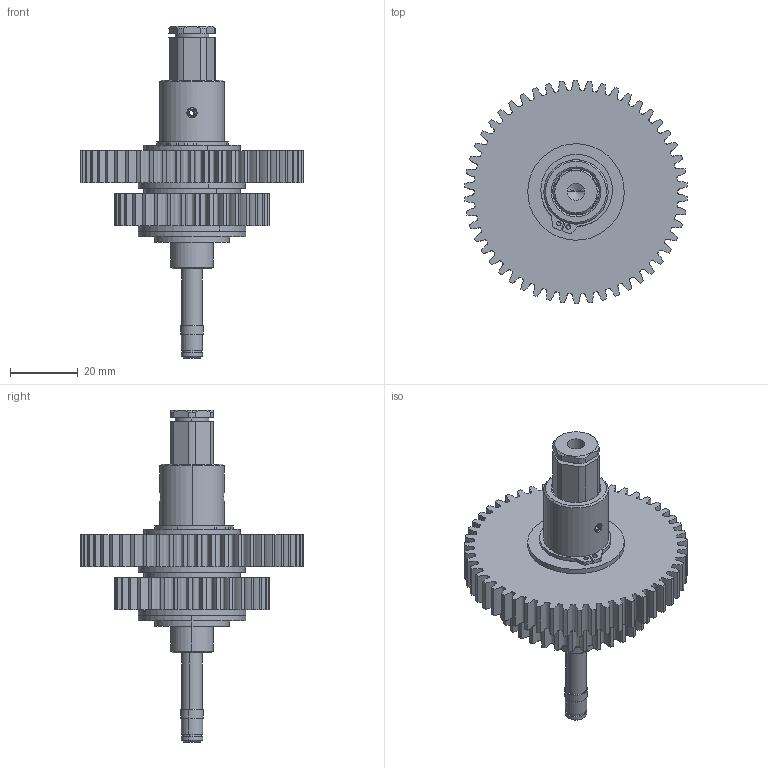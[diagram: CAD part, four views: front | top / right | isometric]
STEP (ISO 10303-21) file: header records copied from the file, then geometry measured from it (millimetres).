
FILE_DESCRIPTION (( 'STEP AP203' ), '1' );
FILE_NAME ('217-3287-STEP-20150102.STEP', '2015-01-02T21:44:46', ( 'IFMI-VEX04' ), ( '' ), 'SwSTEP 2.0', 'SolidWorks 2014', '' );
FILE_SCHEMA (( 'CONFIG_CONTROL_DESIGN' ));
Length unit declared in the file: millimetre
Products named in the file (14): 217-3287-STEP-20150102; 217-4098-004 Rev1; 217-4099-000 Rev2_high gear; 217-2428-007 Rev1; 217-2428-022 Rev1; 217-2428-008 Rev2; 217-3212-001 Rev1_34t; 217-2428-028 Rev1_97633A250; 217-3212-101 Rev1; 217-4098-005 Rev1_91612A226; 217-3219-001 Rev1_50t; 217-4098-003 Rev2; 217-3219-101 Rev1; 217-4099-002 Rev3
Assembly tree (23 placements, depth 3):
  217-3287-STEP-20150102
    217-2428-008 Rev2
    217-2428-028 Rev1_97633A250
    217-4099-000 Rev2_high gear
      217-4098-005 Rev1_91612A226
      217-4098-003 Rev2
      217-4099-002 Rev3
      217-4098-004 Rev1
    217-2428-007 Rev1  x10
    217-3212-101 Rev1
      217-2428-022 Rev1
      217-3212-001 Rev1_34t
    217-3219-101 Rev1
      217-2428-022 Rev1
      217-3219-001 Rev1_50t
Bounding box: 65.98 x 66.04 x 98.3 mm (x, y, z)
Volume: 58466.4 mm3; surface area: 32842.9 mm2
Topology: 20 solids, 20 shells, 471 faces, 1255 edges, 817 vertices
Faces by surface type: cylinder 222, bspline 84, plane 82, cone 51, sphere 20, torus 12
Entity records: 42319 total; most frequent: CARTESIAN_POINT 29845, ORIENTED_EDGE 2310, DIRECTION 2175, EDGE_CURVE 1155, AXIS2_PLACEMENT_3D 859, VERTEX_POINT 751, EDGE_LOOP 486, CIRCLE 476
